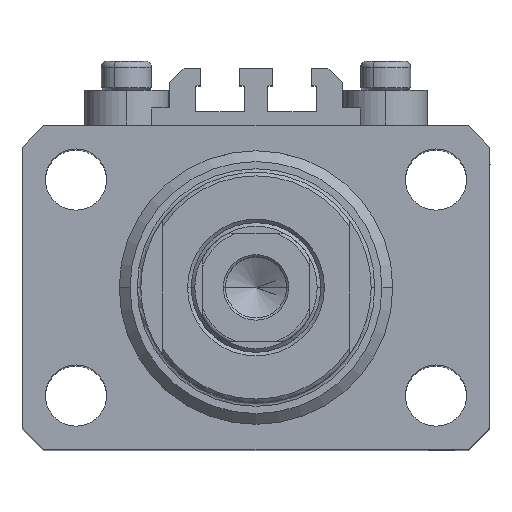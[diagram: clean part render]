
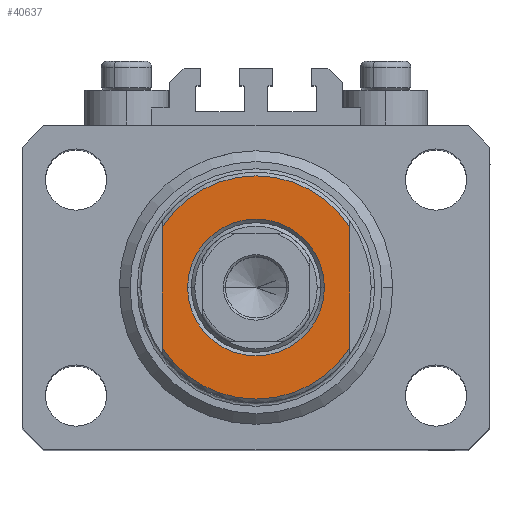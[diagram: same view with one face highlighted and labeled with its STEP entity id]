
A CAD part, top view. The second image highlights one B-rep face of the part: STEP entity #40637.
In plain terms, the highlighted face is planar.
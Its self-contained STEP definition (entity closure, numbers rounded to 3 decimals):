
#669 = CARTESIAN_POINT ( 'NONE',  ( 0., 0., -6.5 ) ) ;
#1464 = CARTESIAN_POINT ( 'NONE',  ( 13., -8.441, -6.5 ) ) ;
#3045 = CIRCLE ( 'NONE', #4588, 9.5 ) ;
#3991 = DIRECTION ( 'NONE',  ( -1., 0., 0. ) ) ;
#4588 = AXIS2_PLACEMENT_3D ( 'NONE', #30050, #20165, #30517 ) ;
#6189 = VERTEX_POINT ( 'NONE', #19507 ) ;
#6914 = DIRECTION ( 'NONE',  ( -1., 0., 0. ) ) ;
#7486 = VERTEX_POINT ( 'NONE', #21442 ) ;
#8469 = ORIENTED_EDGE ( 'NONE', *, *, #43551, .T. ) ;
#10024 = CARTESIAN_POINT ( 'NONE',  ( 0., 0., -6.5 ) ) ;
#10892 = AXIS2_PLACEMENT_3D ( 'NONE', #10024, #21065, #6914 ) ;
#11207 = AXIS2_PLACEMENT_3D ( 'NONE', #669, #15315, #40055 ) ;
#11949 = EDGE_CURVE ( 'NONE', #29896, #6189, #14706, .T. ) ;
#12072 = VERTEX_POINT ( 'NONE', #20913 ) ;
#13472 = EDGE_CURVE ( 'NONE', #30324, #12072, #41984, .T. ) ;
#13998 = EDGE_LOOP ( 'NONE', ( #37972, #46740 ) ) ;
#14161 = DIRECTION ( 'NONE',  ( 0., -1., 0. ) ) ;
#14706 = LINE ( 'NONE', #37043, #19722 ) ;
#15079 = FACE_BOUND ( 'NONE', #13998, .T. ) ;
#15315 = DIRECTION ( 'NONE',  ( 0., 0., -1. ) ) ;
#15914 = AXIS2_PLACEMENT_3D ( 'NONE', #22006, #44062, #3991 ) ;
#17937 = VERTEX_POINT ( 'NONE', #1464 ) ;
#18708 = CARTESIAN_POINT ( 'NONE',  ( 13., -43.081, -6.5 ) ) ;
#19116 = DIRECTION ( 'NONE',  ( 0., 0., -1. ) ) ;
#19507 = CARTESIAN_POINT ( 'NONE',  ( -13., -8.441, -6.5 ) ) ;
#19722 = VECTOR ( 'NONE', #25041, 1000. ) ;
#20165 = DIRECTION ( 'NONE',  ( 0., 0., 1. ) ) ;
#20913 = CARTESIAN_POINT ( 'NONE',  ( -9.5, 0., -6.5 ) ) ;
#21065 = DIRECTION ( 'NONE',  ( 0., 0., -1. ) ) ;
#21386 = CARTESIAN_POINT ( 'NONE',  ( 9.5, 0., -6.5 ) ) ;
#21442 = CARTESIAN_POINT ( 'NONE',  ( 13., 8.441, -6.5 ) ) ;
#22006 = CARTESIAN_POINT ( 'NONE',  ( 0., 0., -6.5 ) ) ;
#22515 = PLANE ( 'NONE',  #11207 ) ;
#23078 = EDGE_CURVE ( 'NONE', #12072, #30324, #3045, .T. ) ;
#25041 = DIRECTION ( 'NONE',  ( 0., -1., 0. ) ) ;
#25614 = CARTESIAN_POINT ( 'NONE',  ( 0., 0., -6.5 ) ) ;
#27728 = EDGE_CURVE ( 'NONE', #17937, #6189, #46140, .T. ) ;
#27801 = EDGE_CURVE ( 'NONE', #29896, #7486, #30065, .T. ) ;
#29229 = ORIENTED_EDGE ( 'NONE', *, *, #11949, .F. ) ;
#29896 = VERTEX_POINT ( 'NONE', #36624 ) ;
#30050 = CARTESIAN_POINT ( 'NONE',  ( 0., 0., -6.5 ) ) ;
#30065 = CIRCLE ( 'NONE', #45378, 15.5 ) ;
#30324 = VERTEX_POINT ( 'NONE', #21386 ) ;
#30517 = DIRECTION ( 'NONE',  ( -1., 0., 0. ) ) ;
#32780 = VECTOR ( 'NONE', #14161, 1000. ) ;
#32892 = LINE ( 'NONE', #18708, #32780 ) ;
#33572 = FACE_OUTER_BOUND ( 'NONE', #40255, .T. ) ;
#33771 = DIRECTION ( 'NONE',  ( -1., 0., 0. ) ) ;
#36624 = CARTESIAN_POINT ( 'NONE',  ( -13., 8.441, -6.5 ) ) ;
#37043 = CARTESIAN_POINT ( 'NONE',  ( -13., -43.081, -6.5 ) ) ;
#37890 = ORIENTED_EDGE ( 'NONE', *, *, #27728, .T. ) ;
#37972 = ORIENTED_EDGE ( 'NONE', *, *, #23078, .T. ) ;
#40055 = DIRECTION ( 'NONE',  ( -1., 0., 0. ) ) ;
#40255 = EDGE_LOOP ( 'NONE', ( #41461, #8469, #37890, #29229 ) ) ;
#40637 = ADVANCED_FACE ( 'NONE', ( #15079, #33572 ), #22515, .T. ) ;
#41461 = ORIENTED_EDGE ( 'NONE', *, *, #27801, .T. ) ;
#41984 = CIRCLE ( 'NONE', #15914, 9.5 ) ;
#43551 = EDGE_CURVE ( 'NONE', #7486, #17937, #32892, .T. ) ;
#44062 = DIRECTION ( 'NONE',  ( 0., 0., 1. ) ) ;
#45378 = AXIS2_PLACEMENT_3D ( 'NONE', #25614, #19116, #33771 ) ;
#46140 = CIRCLE ( 'NONE', #10892, 15.5 ) ;
#46740 = ORIENTED_EDGE ( 'NONE', *, *, #13472, .T. ) ;
